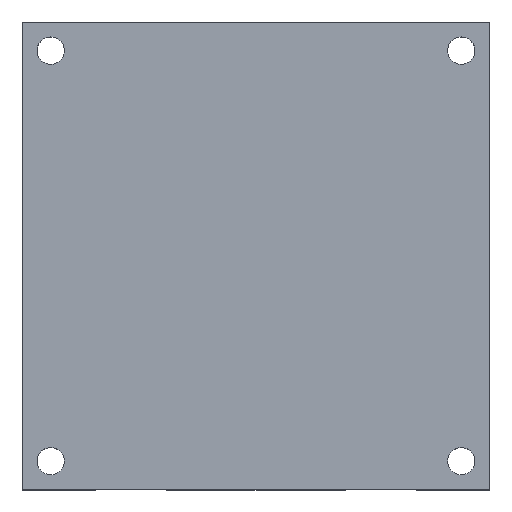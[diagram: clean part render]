
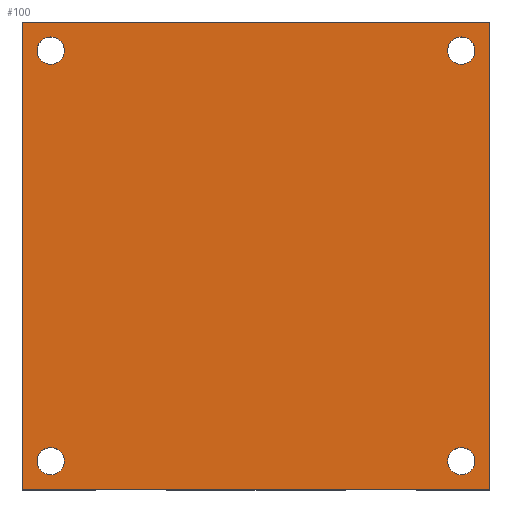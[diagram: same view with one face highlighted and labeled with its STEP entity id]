
A CAD part, top view. The second image highlights one B-rep face of the part: STEP entity #100.
In plain terms, the highlighted planar face has unit normal (0, 0, 1).
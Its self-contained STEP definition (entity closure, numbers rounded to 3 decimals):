
#100 = ADVANCED_FACE( '', ( #223, #224, #225, #226, #227 ), #228, .F. );
#223 = FACE_BOUND( '', #372, .T. );
#224 = FACE_BOUND( '', #373, .T. );
#225 = FACE_OUTER_BOUND( '', #374, .T. );
#226 = FACE_BOUND( '', #375, .T. );
#227 = FACE_BOUND( '', #376, .T. );
#228 = PLANE( '', #377 );
#372 = EDGE_LOOP( '', ( #600 ) );
#373 = EDGE_LOOP( '', ( #601 ) );
#374 = EDGE_LOOP( '', ( #602, #603, #604, #605 ) );
#375 = EDGE_LOOP( '', ( #606 ) );
#376 = EDGE_LOOP( '', ( #607 ) );
#377 = AXIS2_PLACEMENT_3D( '', #608, #609, #610 );
#600 = ORIENTED_EDGE( '', *, *, #805, .F. );
#601 = ORIENTED_EDGE( '', *, *, #843, .T. );
#602 = ORIENTED_EDGE( '', *, *, #844, .F. );
#603 = ORIENTED_EDGE( '', *, *, #833, .F. );
#604 = ORIENTED_EDGE( '', *, *, #845, .F. );
#605 = ORIENTED_EDGE( '', *, *, #846, .F. );
#606 = ORIENTED_EDGE( '', *, *, #808, .F. );
#607 = ORIENTED_EDGE( '', *, *, #796, .T. );
#608 = CARTESIAN_POINT( '', ( -90., 90., 30. ) );
#609 = DIRECTION( '', ( 0., 0., -1. ) );
#610 = DIRECTION( '', ( -1., 0., 0. ) );
#796 = EDGE_CURVE( '', #943, #943, #944, .T. );
#805 = EDGE_CURVE( '', #956, #956, #957, .T. );
#808 = EDGE_CURVE( '', #961, #961, #962, .T. );
#833 = EDGE_CURVE( '', #998, #1000, #1001, .T. );
#843 = EDGE_CURVE( '', #1015, #1015, #1016, .T. );
#844 = EDGE_CURVE( '', #1000, #1017, #1018, .T. );
#845 = EDGE_CURVE( '', #1019, #998, #1020, .T. );
#846 = EDGE_CURVE( '', #1017, #1019, #1021, .T. );
#943 = VERTEX_POINT( '', #1204 );
#944 = CIRCLE( '', #1205, 5.25 );
#956 = VERTEX_POINT( '', #1217 );
#957 = CIRCLE( '', #1218, 5.25 );
#961 = VERTEX_POINT( '', #1222 );
#962 = CIRCLE( '', #1223, 5.25 );
#998 = VERTEX_POINT( '', #1329 );
#1000 = VERTEX_POINT( '', #1332 );
#1001 = LINE( '', #1333, #1334 );
#1015 = VERTEX_POINT( '', #1354 );
#1016 = CIRCLE( '', #1355, 5.25 );
#1017 = VERTEX_POINT( '', #1356 );
#1018 = LINE( '', #1357, #1358 );
#1019 = VERTEX_POINT( '', #1359 );
#1020 = LINE( '', #1360, #1361 );
#1021 = LINE( '', #1362, #1363 );
#1204 = CARTESIAN_POINT( '', ( -79., 84.25, 30. ) );
#1205 = AXIS2_PLACEMENT_3D( '', #1458, #1459, #1460 );
#1217 = CARTESIAN_POINT( '', ( 79., 84.25, 30. ) );
#1218 = AXIS2_PLACEMENT_3D( '', #1476, #1477, #1478 );
#1222 = CARTESIAN_POINT( '', ( -79., -73.75, 30. ) );
#1223 = AXIS2_PLACEMENT_3D( '', #1482, #1483, #1484 );
#1329 = CARTESIAN_POINT( '', ( 90., -90., 30. ) );
#1332 = CARTESIAN_POINT( '', ( -90., -90., 30. ) );
#1333 = CARTESIAN_POINT( '', ( 90., -90., 30. ) );
#1334 = VECTOR( '', #1513, 1000. );
#1354 = CARTESIAN_POINT( '', ( 79., -73.75, 30. ) );
#1355 = AXIS2_PLACEMENT_3D( '', #1523, #1524, #1525 );
#1356 = CARTESIAN_POINT( '', ( -90., 90., 30. ) );
#1357 = CARTESIAN_POINT( '', ( -90., -90., 30. ) );
#1358 = VECTOR( '', #1526, 1000. );
#1359 = CARTESIAN_POINT( '', ( 90., 90., 30. ) );
#1360 = CARTESIAN_POINT( '', ( 90., 90., 30. ) );
#1361 = VECTOR( '', #1527, 1000. );
#1362 = CARTESIAN_POINT( '', ( -90., 90., 30. ) );
#1363 = VECTOR( '', #1528, 1000. );
#1458 = CARTESIAN_POINT( '', ( -79., 79., 30. ) );
#1459 = DIRECTION( '', ( 0., 0., -1. ) );
#1460 = DIRECTION( '', ( 0., 1., 0. ) );
#1476 = CARTESIAN_POINT( '', ( 79., 79., 30. ) );
#1477 = DIRECTION( '', ( 0., 0., 1. ) );
#1478 = DIRECTION( '', ( 0., 1., 0. ) );
#1482 = CARTESIAN_POINT( '', ( -79., -79., 30. ) );
#1483 = DIRECTION( '', ( 0., 0., 1. ) );
#1484 = DIRECTION( '', ( 0., 1., 0. ) );
#1513 = DIRECTION( '', ( -1., 0., 0. ) );
#1523 = CARTESIAN_POINT( '', ( 79., -79., 30. ) );
#1524 = DIRECTION( '', ( 0., 0., -1. ) );
#1525 = DIRECTION( '', ( 0., 1., 0. ) );
#1526 = DIRECTION( '', ( 0., 1., 0. ) );
#1527 = DIRECTION( '', ( 0., -1., 0. ) );
#1528 = DIRECTION( '', ( 1., 0., 0. ) );
